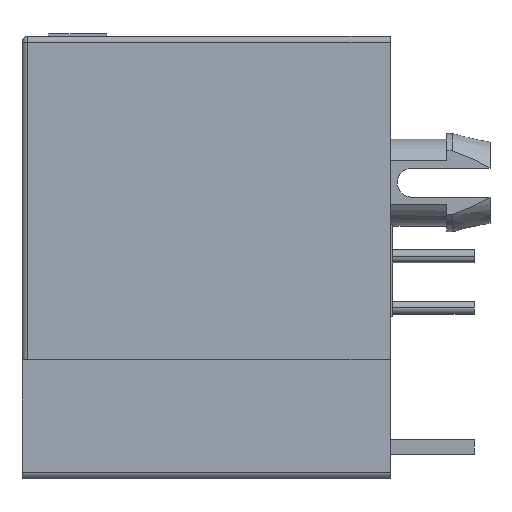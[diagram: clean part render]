
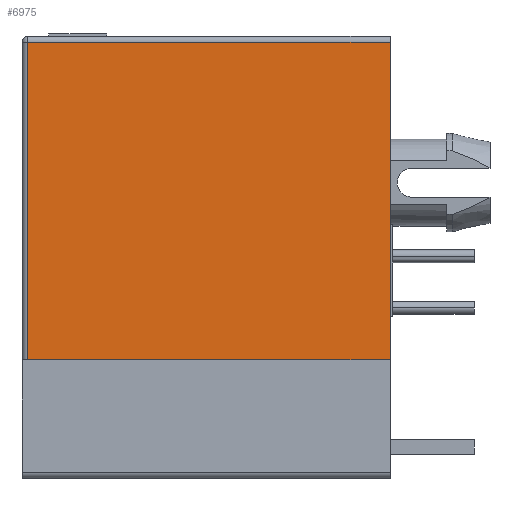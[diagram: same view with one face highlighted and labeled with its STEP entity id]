
A CAD part, left-side view. The second image highlights one B-rep face of the part: STEP entity #6975.
In plain terms, the highlighted planar face has unit normal (-1, 0, 0).
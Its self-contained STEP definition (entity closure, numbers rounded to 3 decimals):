
#64=DIRECTION('',(0.,0.,-1.));
#65=VECTOR('',#64,10.96);
#66=CARTESIAN_POINT('',(-8.025,6.15,7.535));
#67=LINE('',#66,#65);
#77=DIRECTION('',(0.,1.,0.));
#78=VECTOR('',#77,12.5);
#79=CARTESIAN_POINT('',(-8.025,-6.35,-3.425));
#80=LINE('',#79,#78);
#81=DIRECTION('',(0.,1.,0.));
#82=VECTOR('',#81,12.5);
#83=CARTESIAN_POINT('',(-8.025,-6.35,7.535));
#84=LINE('',#83,#82);
#233=DIRECTION('',(0.,0.,1.));
#234=VECTOR('',#233,10.96);
#235=CARTESIAN_POINT('',(-8.025,-6.35,-3.425));
#236=LINE('',#235,#234);
#5269=CARTESIAN_POINT('',(-8.025,6.15,-3.425));
#5270=VERTEX_POINT('',#5269);
#5271=CARTESIAN_POINT('',(-8.025,6.15,7.535));
#5272=VERTEX_POINT('',#5271);
#5275=CARTESIAN_POINT('',(-8.025,-6.35,-3.425));
#5276=VERTEX_POINT('',#5275);
#5277=CARTESIAN_POINT('',(-8.025,-6.35,7.535));
#5278=VERTEX_POINT('',#5277);
#6962=CARTESIAN_POINT('',(-8.025,-0.1,2.055));
#6963=DIRECTION('',(1.,0.,0.));
#6964=DIRECTION('',(0.,-1.,0.));
#6965=AXIS2_PLACEMENT_3D('',#6962,#6963,#6964);
#6966=PLANE('',#6965);
#6968=ORIENTED_EDGE('',*,*,#6967,.F.);
#6970=ORIENTED_EDGE('',*,*,#6969,.F.);
#6971=ORIENTED_EDGE('',*,*,#6952,.T.);
#6972=ORIENTED_EDGE('',*,*,#6941,.F.);
#6973=EDGE_LOOP('',(#6968,#6970,#6971,#6972));
#6974=FACE_OUTER_BOUND('',#6973,.F.);
#6975=ADVANCED_FACE('',(#6974),#6966,.F.);
#6941=EDGE_CURVE('',#5272,#5270,#67,.T.);
#6952=EDGE_CURVE('',#5276,#5270,#80,.T.);
#6967=EDGE_CURVE('',#5278,#5272,#84,.T.);
#6969=EDGE_CURVE('',#5276,#5278,#236,.T.);
